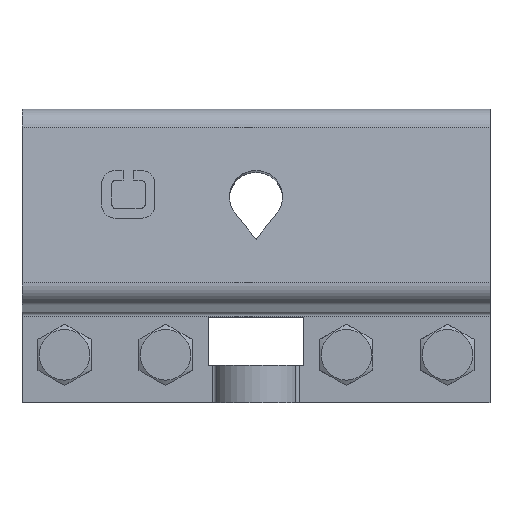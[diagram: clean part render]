
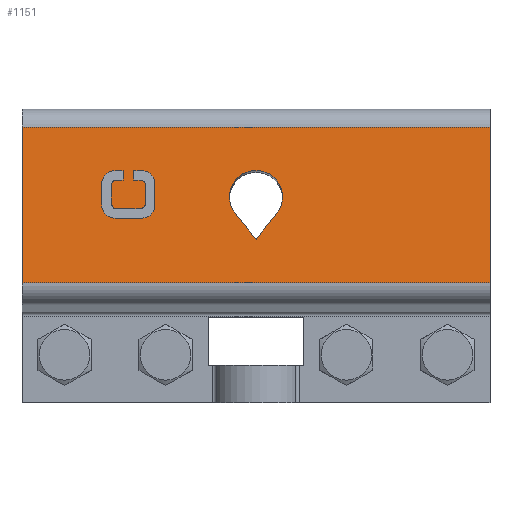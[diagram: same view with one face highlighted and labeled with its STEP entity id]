
A CAD part, top view. The second image highlights one B-rep face of the part: STEP entity #1151.
In plain terms, the highlighted planar face has unit normal (0, 0.104, 0.995).
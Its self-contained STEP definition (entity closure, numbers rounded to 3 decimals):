
#1151=ADVANCED_FACE('',(#3160,#3162,#3164),#3166,.T.);
#3160=FACE_BOUND('',#3161,.T.);
#3161=EDGE_LOOP('',(#4650,#4651,#4652,#4653));
#3162=FACE_BOUND('',#3163,.T.);
#3163=EDGE_LOOP('',(#4654,#4655,#4656,#4657,#4658,#4659,#4660,#4661,#4662,#4663,
#4664,#4665,#4666,#4667,#4668,#4669,#4670,#4671,#4672,#4673));
#3164=FACE_BOUND('',#3165,.T.);
#3165=EDGE_LOOP('',(#4674,#4675,#4676));
#3166=PLANE('',#3167);
#3167=AXIS2_PLACEMENT_3D('',#3168,#3169,#3170);
#3168=CARTESIAN_POINT('',(0.,-12.086,23.151));
#3169=DIRECTION('',(0.,0.105,0.995));
#3170=DIRECTION('',(1.,0.,0.));
#4650=ORIENTED_EDGE('',*,*,#5511,.T.);
#4651=ORIENTED_EDGE('',*,*,#5512,.T.);
#4652=ORIENTED_EDGE('',*,*,#5474,.T.);
#4653=ORIENTED_EDGE('',*,*,#5513,.T.);
#4654=ORIENTED_EDGE('',*,*,#5514,.T.);
#4655=ORIENTED_EDGE('',*,*,#5515,.T.);
#4656=ORIENTED_EDGE('',*,*,#5516,.T.);
#4657=ORIENTED_EDGE('',*,*,#5517,.T.);
#4658=ORIENTED_EDGE('',*,*,#5518,.T.);
#4659=ORIENTED_EDGE('',*,*,#5519,.T.);
#4660=ORIENTED_EDGE('',*,*,#5520,.T.);
#4661=ORIENTED_EDGE('',*,*,#5521,.T.);
#4662=ORIENTED_EDGE('',*,*,#5522,.T.);
#4663=ORIENTED_EDGE('',*,*,#5523,.T.);
#4664=ORIENTED_EDGE('',*,*,#5524,.T.);
#4665=ORIENTED_EDGE('',*,*,#5525,.T.);
#4666=ORIENTED_EDGE('',*,*,#5526,.T.);
#4667=ORIENTED_EDGE('',*,*,#5527,.T.);
#4668=ORIENTED_EDGE('',*,*,#5528,.T.);
#4669=ORIENTED_EDGE('',*,*,#5529,.T.);
#4670=ORIENTED_EDGE('',*,*,#5530,.T.);
#4671=ORIENTED_EDGE('',*,*,#5531,.T.);
#4672=ORIENTED_EDGE('',*,*,#5532,.T.);
#4673=ORIENTED_EDGE('',*,*,#5533,.T.);
#4674=ORIENTED_EDGE('',*,*,#5534,.T.);
#4675=ORIENTED_EDGE('',*,*,#5535,.T.);
#4676=ORIENTED_EDGE('',*,*,#5536,.T.);
#5474=EDGE_CURVE('',#6232,#6233,#6234,.T.);
#5511=EDGE_CURVE('',#6286,#6287,#6288,.T.);
#5512=EDGE_CURVE('',#6287,#6232,#6289,.T.);
#5513=EDGE_CURVE('',#6233,#6286,#6290,.T.);
#5514=EDGE_CURVE('',#6291,#6292,#6293,.F.);
#5515=EDGE_CURVE('',#6292,#6294,#6295,.F.);
#5516=EDGE_CURVE('',#6294,#6296,#6297,.F.);
#5517=EDGE_CURVE('',#6296,#6298,#6299,.F.);
#5518=EDGE_CURVE('',#6298,#6300,#6301,.F.);
#5519=EDGE_CURVE('',#6300,#6302,#6303,.F.);
#5520=EDGE_CURVE('',#6302,#6304,#6305,.F.);
#5521=EDGE_CURVE('',#6304,#6306,#6307,.F.);
#5522=EDGE_CURVE('',#6306,#6308,#6309,.F.);
#5523=EDGE_CURVE('',#6308,#6310,#6311,.F.);
#5524=EDGE_CURVE('',#6310,#6312,#6313,.F.);
#5525=EDGE_CURVE('',#6312,#6314,#6315,.F.);
#5526=EDGE_CURVE('',#6314,#6316,#6317,.F.);
#5527=EDGE_CURVE('',#6316,#6318,#6319,.F.);
#5528=EDGE_CURVE('',#6318,#6320,#6321,.F.);
#5529=EDGE_CURVE('',#6320,#6322,#6323,.F.);
#5530=EDGE_CURVE('',#6322,#6324,#6325,.F.);
#5531=EDGE_CURVE('',#6324,#6326,#6327,.F.);
#5532=EDGE_CURVE('',#6326,#6328,#6329,.F.);
#5533=EDGE_CURVE('',#6328,#6291,#6330,.F.);
#5534=EDGE_CURVE('',#6331,#6332,#6333,.F.);
#5535=EDGE_CURVE('',#6332,#6334,#6335,.F.);
#5536=EDGE_CURVE('',#6334,#6331,#6336,.F.);
#6232=VERTEX_POINT('',#9234);
#6233=VERTEX_POINT('',#9235);
#6234=LINE('',#9236,#9237);
#6286=VERTEX_POINT('',#9388);
#6287=VERTEX_POINT('',#9389);
#6288=LINE('',#9390,#9391);
#6289=LINE('',#9393,#9394);
#6290=LINE('',#9396,#9397);
#6291=VERTEX_POINT('',#9399);
#6292=VERTEX_POINT('',#9400);
#6293=LINE('',#9401,#9402);
#6294=VERTEX_POINT('',#9404);
#6295=LINE('',#9405,#9406);
#6296=VERTEX_POINT('',#9408);
#6297=CIRCLE('',#9409,1.);
#6298=VERTEX_POINT('',#9413);
#6299=LINE('',#9414,#9415);
#6300=VERTEX_POINT('',#9417);
#6301=CIRCLE('',#9418,1.);
#6302=VERTEX_POINT('',#9422);
#6303=LINE('',#9423,#9424);
#6304=VERTEX_POINT('',#9426);
#6305=CIRCLE('',#9427,1.);
#6306=VERTEX_POINT('',#9431);
#6307=LINE('',#9432,#9433);
#6308=VERTEX_POINT('',#9435);
#6309=CIRCLE('',#9436,1.);
#6310=VERTEX_POINT('',#9440);
#6311=LINE('',#9441,#9442);
#6312=VERTEX_POINT('',#9444);
#6313=LINE('',#9445,#9446);
#6314=VERTEX_POINT('',#9448);
#6315=LINE('',#9449,#9450);
#6316=VERTEX_POINT('',#9452);
#6317=CIRCLE('',#9453,2.5);
#6318=VERTEX_POINT('',#9457);
#6319=LINE('',#9458,#9459);
#6320=VERTEX_POINT('',#9461);
#6321=CIRCLE('',#9462,2.5);
#6322=VERTEX_POINT('',#9466);
#6323=LINE('',#9467,#9468);
#6324=VERTEX_POINT('',#9470);
#6325=CIRCLE('',#9471,2.5);
#6326=VERTEX_POINT('',#9475);
#6327=LINE('',#9476,#9477);
#6328=VERTEX_POINT('',#9479);
#6329=CIRCLE('',#9480,2.5);
#6330=LINE('',#9484,#9485);
#6331=VERTEX_POINT('',#9487);
#6332=VERTEX_POINT('',#9488);
#6333=LINE('',#9489,#9490);
#6334=VERTEX_POINT('',#9492);
#6335=LINE('',#9493,#9494);
#6336=CIRCLE('',#9496,5.);
#9234=CARTESIAN_POINT('',(0.,22.556,19.51));
#9235=CARTESIAN_POINT('',(88.,22.556,19.51));
#9236=CARTESIAN_POINT('',(0.,22.556,19.51));
#9237=VECTOR('',#9238,1.);
#9238=DIRECTION('',(1.,0.,0.));
#9388=CARTESIAN_POINT('',(88.,51.795,16.437));
#9389=CARTESIAN_POINT('',(0.,51.795,16.437));
#9390=CARTESIAN_POINT('',(88.,51.795,16.437));
#9391=VECTOR('',#9392,1.);
#9392=DIRECTION('',(-1.,0.,0.));
#9393=CARTESIAN_POINT('',(0.,51.795,16.437));
#9394=VECTOR('',#9395,1.);
#9395=DIRECTION('',(0.,-0.995,0.105));
#9396=CARTESIAN_POINT('',(88.,22.556,19.51));
#9397=VECTOR('',#9398,1.);
#9398=DIRECTION('',(0.,0.995,-0.105));
#9399=CARTESIAN_POINT('',(19.,43.64,17.294));
#9400=CARTESIAN_POINT('',(19.,41.85,17.482));
#9401=CARTESIAN_POINT('',(19.,41.85,17.482));
#9402=VECTOR('',#9403,1.);
#9403=DIRECTION('',(0.,0.995,-0.105));
#9404=CARTESIAN_POINT('',(17.798,41.85,17.482));
#9405=CARTESIAN_POINT('',(17.798,41.85,17.482));
#9406=VECTOR('',#9407,1.);
#9407=DIRECTION('',(1.,0.,0.));
#9408=CARTESIAN_POINT('',(16.798,40.855,17.586));
#9409=AXIS2_PLACEMENT_3D('',#9410,#9411,#9412);
#9410=CARTESIAN_POINT('',(17.798,40.855,17.586));
#9411=DIRECTION('',(0.,-0.105,-0.995));
#9412=DIRECTION('',(-1.,0.,0.));
#9413=CARTESIAN_POINT('',(16.798,37.474,17.942));
#9414=CARTESIAN_POINT('',(16.798,37.474,17.942));
#9415=VECTOR('',#9416,1.);
#9416=DIRECTION('',(0.,0.995,-0.105));
#9417=CARTESIAN_POINT('',(17.798,36.479,18.046));
#9418=AXIS2_PLACEMENT_3D('',#9419,#9420,#9421);
#9419=CARTESIAN_POINT('',(17.798,37.474,17.942));
#9420=DIRECTION('',(0.,-0.105,-0.995));
#9421=DIRECTION('',(0.,-0.995,0.105));
#9422=CARTESIAN_POINT('',(22.202,36.479,18.046));
#9423=CARTESIAN_POINT('',(22.202,36.479,18.046));
#9424=VECTOR('',#9425,1.);
#9425=DIRECTION('',(-1.,0.,0.));
#9426=CARTESIAN_POINT('',(23.202,37.474,17.942));
#9427=AXIS2_PLACEMENT_3D('',#9428,#9429,#9430);
#9428=CARTESIAN_POINT('',(22.202,37.474,17.942));
#9429=DIRECTION('',(0.,-0.105,-0.995));
#9430=DIRECTION('',(1.,0.,0.));
#9431=CARTESIAN_POINT('',(23.202,40.855,17.586));
#9432=CARTESIAN_POINT('',(23.202,40.855,17.586));
#9433=VECTOR('',#9434,1.);
#9434=DIRECTION('',(0.,-0.995,0.105));
#9435=CARTESIAN_POINT('',(22.202,41.85,17.482));
#9436=AXIS2_PLACEMENT_3D('',#9437,#9438,#9439);
#9437=CARTESIAN_POINT('',(22.202,40.855,17.586));
#9438=DIRECTION('',(0.,-0.105,-0.995));
#9439=DIRECTION('',(0.,0.995,-0.105));
#9440=CARTESIAN_POINT('',(21.,41.85,17.482));
#9441=CARTESIAN_POINT('',(21.,41.85,17.482));
#9442=VECTOR('',#9443,1.);
#9443=DIRECTION('',(1.,0.,0.));
#9444=CARTESIAN_POINT('',(21.,43.64,17.294));
#9445=CARTESIAN_POINT('',(21.,43.64,17.294));
#9446=VECTOR('',#9447,1.);
#9447=DIRECTION('',(0.,-0.995,0.105));
#9448=CARTESIAN_POINT('',(22.502,43.64,17.294));
#9449=CARTESIAN_POINT('',(22.502,43.64,17.294));
#9450=VECTOR('',#9451,1.);
#9451=DIRECTION('',(-1.,0.,0.));
#9452=CARTESIAN_POINT('',(25.002,41.154,17.555));
#9453=AXIS2_PLACEMENT_3D('',#9454,#9455,#9456);
#9454=CARTESIAN_POINT('',(22.502,41.154,17.555));
#9455=DIRECTION('',(-0.,0.105,0.995));
#9456=DIRECTION('',(1.,0.,0.));
#9457=CARTESIAN_POINT('',(25.002,37.176,17.973));
#9458=CARTESIAN_POINT('',(25.002,37.176,17.973));
#9459=VECTOR('',#9460,1.);
#9460=DIRECTION('',(0.,0.995,-0.105));
#9461=CARTESIAN_POINT('',(22.502,34.689,18.234));
#9462=AXIS2_PLACEMENT_3D('',#9463,#9464,#9465);
#9463=CARTESIAN_POINT('',(22.502,37.176,17.973));
#9464=DIRECTION('',(-0.,0.105,0.995));
#9465=DIRECTION('',(0.,-0.995,0.105));
#9466=CARTESIAN_POINT('',(17.498,34.689,18.234));
#9467=CARTESIAN_POINT('',(17.498,34.689,18.234));
#9468=VECTOR('',#9469,1.);
#9469=DIRECTION('',(1.,0.,0.));
#9470=CARTESIAN_POINT('',(14.998,37.176,17.973));
#9471=AXIS2_PLACEMENT_3D('',#9472,#9473,#9474);
#9472=CARTESIAN_POINT('',(17.498,37.176,17.973));
#9473=DIRECTION('',(0.,0.105,0.995));
#9474=DIRECTION('',(-1.,0.,0.));
#9475=CARTESIAN_POINT('',(14.998,41.154,17.555));
#9476=CARTESIAN_POINT('',(14.998,41.154,17.555));
#9477=VECTOR('',#9478,1.);
#9478=DIRECTION('',(0.,-0.995,0.105));
#9479=CARTESIAN_POINT('',(17.498,43.64,17.294));
#9480=AXIS2_PLACEMENT_3D('',#9481,#9482,#9483);
#9481=CARTESIAN_POINT('',(17.498,41.154,17.555));
#9482=DIRECTION('',(0.,0.105,0.995));
#9483=DIRECTION('',(0.,0.995,-0.105));
#9484=CARTESIAN_POINT('',(19.,43.64,17.294));
#9485=VECTOR('',#9486,1.);
#9486=DIRECTION('',(-1.,0.,0.));
#9487=CARTESIAN_POINT('',(47.903,35.56,18.143));
#9488=CARTESIAN_POINT('',(44.,30.711,18.653));
#9489=CARTESIAN_POINT('',(44.,30.711,18.653));
#9490=VECTOR('',#9491,1.);
#9491=DIRECTION('',(0.625,0.776,-0.082));
#9492=CARTESIAN_POINT('',(40.097,35.56,18.143));
#9493=CARTESIAN_POINT('',(40.097,35.56,18.143));
#9494=VECTOR('',#9495,1.);
#9495=DIRECTION('',(0.625,-0.776,0.082));
#9496=AXIS2_PLACEMENT_3D('',#9497,#9498,#9499);
#9497=CARTESIAN_POINT('',(44.,38.667,17.816));
#9498=DIRECTION('',(0.,0.105,0.995));
#9499=DIRECTION('',(0.781,-0.622,0.065));
